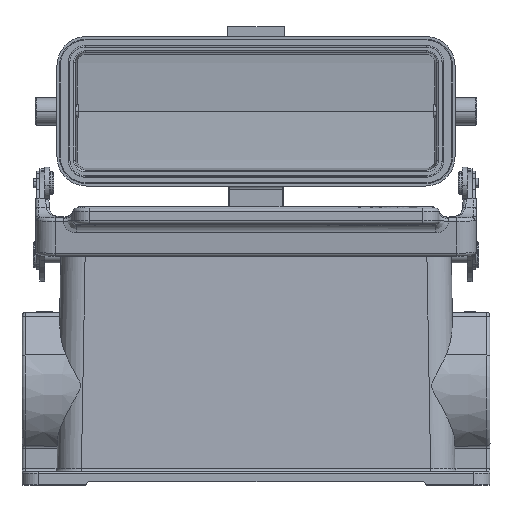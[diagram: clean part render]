
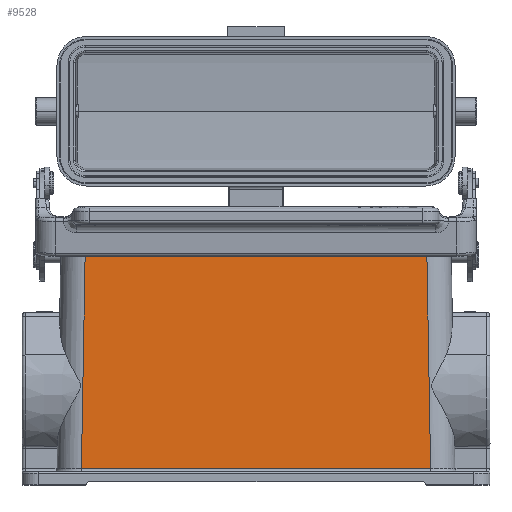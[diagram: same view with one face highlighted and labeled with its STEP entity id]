
A CAD part, top view. The second image highlights one B-rep face of the part: STEP entity #9528.
In plain terms, the highlighted planar face has unit normal (0, 0.018, 1).
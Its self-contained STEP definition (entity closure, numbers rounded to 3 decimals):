
#1265=PLANE('',#41511);
#3434=LINE('',#60187,#5739);
#3596=LINE('',#62188,#5901);
#3654=LINE('',#63144,#5959);
#3656=LINE('',#63147,#5961);
#5739=VECTOR('',#46438,1.);
#5901=VECTOR('',#47140,1.);
#5959=VECTOR('',#47402,1.);
#5961=VECTOR('',#47406,1.);
#9528=ADVANCED_FACE('',(#11907),#1265,.T.);
#11907=FACE_OUTER_BOUND('',#14248,.T.);
#14248=EDGE_LOOP('',(#22530,#22531,#22532,#22533));
#22530=ORIENTED_EDGE('',*,*,#35880,.T.);
#22531=ORIENTED_EDGE('',*,*,#36451,.F.);
#22532=ORIENTED_EDGE('',*,*,#36301,.T.);
#22533=ORIENTED_EDGE('',*,*,#36449,.F.);
#31436=VERTEX_POINT('',#60102);
#31450=VERTEX_POINT('',#60175);
#31710=VERTEX_POINT('',#62163);
#31712=VERTEX_POINT('',#62187);
#35880=EDGE_CURVE('',#31450,#31436,#3434,.T.);
#36301=EDGE_CURVE('',#31710,#31712,#3596,.T.);
#36449=EDGE_CURVE('',#31450,#31712,#3654,.T.);
#36451=EDGE_CURVE('',#31710,#31436,#3656,.T.);
#41511=AXIS2_PLACEMENT_3D('',#63148,#47407,#47408);
#46438=DIRECTION('',(-1.,0.,0.));
#47140=DIRECTION('',(1.,0.,0.));
#47402=DIRECTION('',(0.017,-1.,0.017));
#47406=DIRECTION('',(0.017,1.,-0.017));
#47407=DIRECTION('',(0.,0.017,1.));
#47408=DIRECTION('',(0.,-1.,0.017));
#60102=CARTESIAN_POINT('',(20.49,74.509,-6.491));
#60175=CARTESIAN_POINT('',(125.51,74.509,-6.491));
#60187=CARTESIAN_POINT('',(125.51,74.509,-6.491));
#62163=CARTESIAN_POINT('',(19.277,4.983,-5.278));
#62187=CARTESIAN_POINT('',(126.723,4.983,-5.278));
#62188=CARTESIAN_POINT('',(19.277,4.983,-5.278));
#63144=CARTESIAN_POINT('',(125.51,74.509,-6.491));
#63147=CARTESIAN_POINT('',(19.277,4.983,-5.278));
#63148=CARTESIAN_POINT('',(73.,39.746,-5.885));
